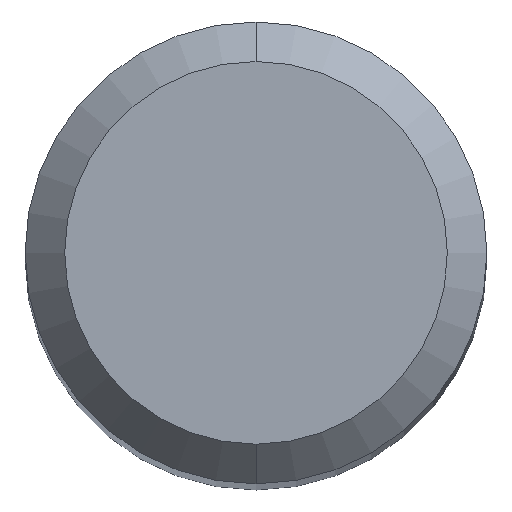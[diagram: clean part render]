
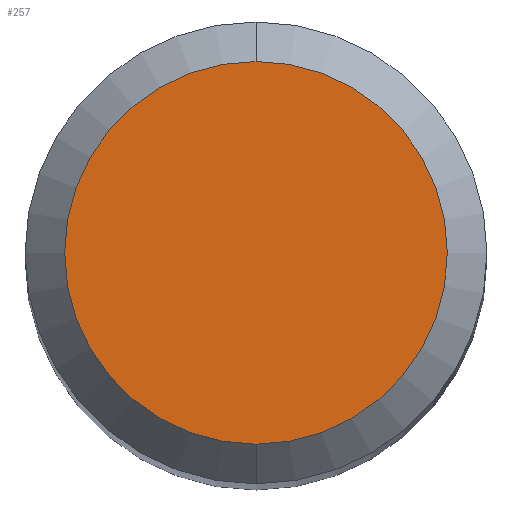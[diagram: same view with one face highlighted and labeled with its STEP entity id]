
A CAD part, top view. The second image highlights one B-rep face of the part: STEP entity #257.
In plain terms, the highlighted planar face has unit normal (0, 0, 1).
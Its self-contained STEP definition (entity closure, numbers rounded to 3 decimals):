
#137=VERTEX_POINT('',#352);
#257=ADVANCED_FACE('',(#488),#489,.T.);
#281=EDGE_CURVE('',#311,#137,#514,.T.);
#301=EDGE_CURVE('',#137,#311,#537,.T.);
#311=VERTEX_POINT('',#550);
#352=CARTESIAN_POINT('',(0.0,1.45,0.0));
#488=FACE_OUTER_BOUND('',#763,.T.);
#489=PLANE('',#764);
#514=CIRCLE('',#797,1.45);
#537=CIRCLE('',#825,1.45);
#550=CARTESIAN_POINT('',(0.,-1.45,0.0));
#763=EDGE_LOOP('',(#1043,#1044));
#764=AXIS2_PLACEMENT_3D('',#1045,#1046,#1047);
#797=AXIS2_PLACEMENT_3D('',#1067,#1068,#1069);
#825=AXIS2_PLACEMENT_3D('',#1106,#1107,#1108);
#1043=ORIENTED_EDGE('',*,*,#301,.F.);
#1044=ORIENTED_EDGE('',*,*,#281,.F.);
#1045=CARTESIAN_POINT('',(0.0,0.725,0.0));
#1046=DIRECTION('',(-0.0,0.0,1.0));
#1047=DIRECTION('',(0.0,-1.0,0.0));
#1067=CARTESIAN_POINT('',(0.0,0.0,0.0));
#1068=DIRECTION('',(0.0,0.0,-1.0));
#1069=DIRECTION('',(0.0,1.0,0.0));
#1106=CARTESIAN_POINT('',(0.0,0.0,0.0));
#1107=DIRECTION('',(0.0,0.0,-1.0));
#1108=DIRECTION('',(0.0,1.0,0.0));
